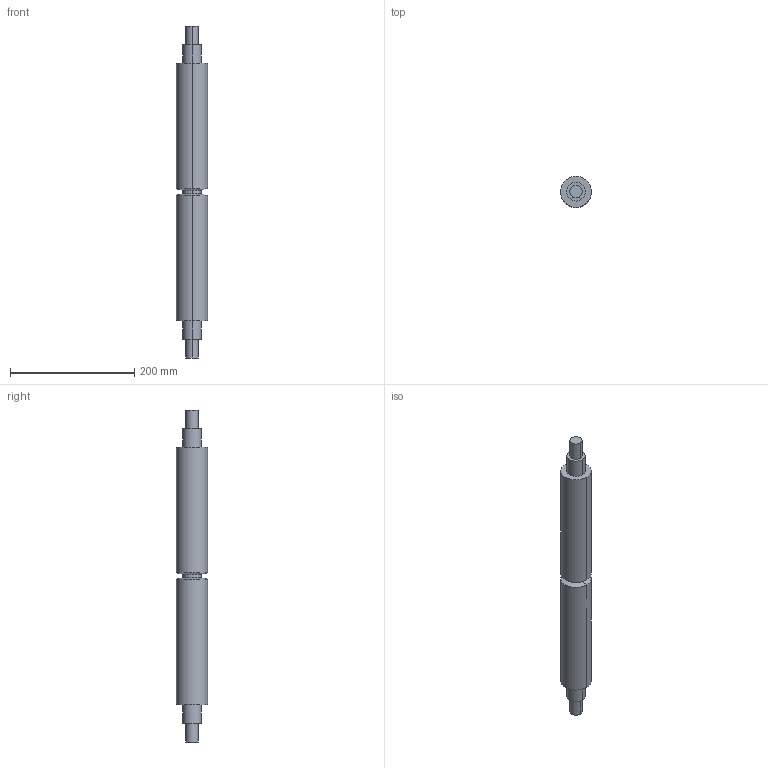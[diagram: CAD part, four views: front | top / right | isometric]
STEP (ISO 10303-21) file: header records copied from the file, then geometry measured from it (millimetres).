
FILE_DESCRIPTION (( 'STEP AP214' ), '1' );
FILE_NAME ('Axe tendeur.STEP', '2022-12-16T11:49:32', ( '' ), ( '' ), 'SwSTEP 2.0', 'SolidWorks 2014', '' );
FILE_SCHEMA (( 'AUTOMOTIVE_DESIGN' ));
Length unit declared in the file: millimetre
Products named in the file (1): Axe tendeur
Bounding box: 50 x 50 x 534.8 mm (x, y, z)
Volume: 865618.2 mm3; surface area: 80036.7 mm2
Topology: 1 solids, 1 shells, 24 faces, 46 edges, 28 vertices
Faces by surface type: cylinder 14, plane 6, cone 4
Entity records: 648 total; most frequent: DIRECTION 124, CARTESIAN_POINT 99, ORIENTED_EDGE 92, AXIS2_PLACEMENT_3D 53, EDGE_CURVE 46, CIRCLE 28, VERTEX_POINT 28, EDGE_LOOP 28
